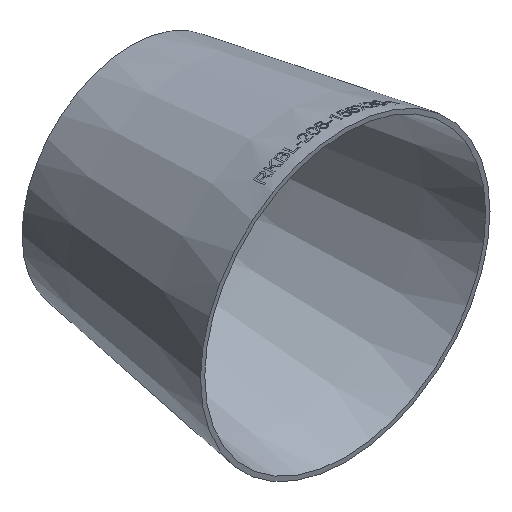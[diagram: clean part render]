
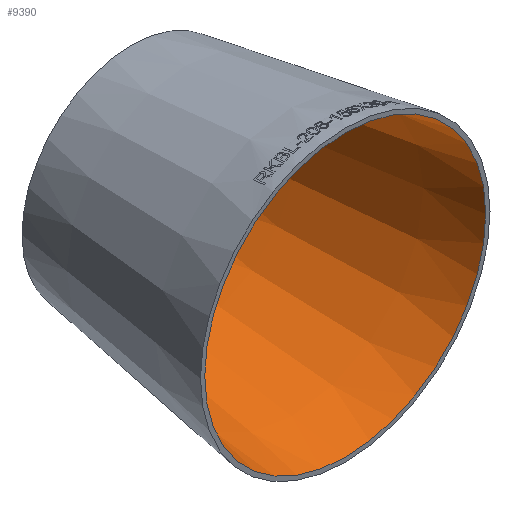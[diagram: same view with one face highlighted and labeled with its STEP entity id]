
A CAD part, isometric view. The second image highlights one B-rep face of the part: STEP entity #9390.
In plain terms, the highlighted conical face has half-angle 9.34 degrees and reference radius 99.96 mm.
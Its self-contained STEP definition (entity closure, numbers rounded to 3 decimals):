
#1505 = CARTESIAN_POINT ( 'NONE',  ( 0., 152., -74.96 ) ) ;
#3166 = DIRECTION ( 'NONE',  ( 0., -1., 0. ) ) ;
#3300 = CARTESIAN_POINT ( 'NONE',  ( 0., 0., 0. ) ) ;
#4445 = CARTESIAN_POINT ( 'NONE',  ( 0., 0., -99.96 ) ) ;
#5049 = EDGE_CURVE ( 'NONE', #15966, #15966, #24820, .T. ) ;
#5873 = FACE_BOUND ( 'NONE', #18339, .T. ) ;
#5912 = DIRECTION ( 'NONE',  ( 0., 0., -1. ) ) ;
#6051 = FACE_OUTER_BOUND ( 'NONE', #25345, .T. ) ;
#6339 = ORIENTED_EDGE ( 'NONE', *, *, #12080, .F. ) ;
#7958 = ORIENTED_EDGE ( 'NONE', *, *, #5049, .T. ) ;
#9390 = ADVANCED_FACE ( 'NONE', ( #5873, #6051 ), #31356, .F. ) ;
#11881 = DIRECTION ( 'NONE',  ( 0., 0., -1. ) ) ;
#12080 = EDGE_CURVE ( 'NONE', #24193, #24193, #31411, .T. ) ;
#15149 = DIRECTION ( 'NONE',  ( 0., -1., 0. ) ) ;
#15966 = VERTEX_POINT ( 'NONE', #4445 ) ;
#17252 = AXIS2_PLACEMENT_3D ( 'NONE', #26097, #15149, #11881 ) ;
#18339 = EDGE_LOOP ( 'NONE', ( #6339 ) ) ;
#19955 = DIRECTION ( 'NONE',  ( 0., 0., -1. ) ) ;
#24193 = VERTEX_POINT ( 'NONE', #1505 ) ;
#24820 = CIRCLE ( 'NONE', #17252, 99.96 ) ;
#25345 = EDGE_LOOP ( 'NONE', ( #7958 ) ) ;
#25422 = DIRECTION ( 'NONE',  ( 0., -1., 0. ) ) ;
#26097 = CARTESIAN_POINT ( 'NONE',  ( 0., 0., 0. ) ) ;
#28477 = AXIS2_PLACEMENT_3D ( 'NONE', #3300, #25422, #19955 ) ;
#30907 = CARTESIAN_POINT ( 'NONE',  ( 0., 152., 0. ) ) ;
#31356 = CONICAL_SURFACE ( 'NONE', #28477, 99.96, 0.163 ) ;
#31411 = CIRCLE ( 'NONE', #34929, 74.96 ) ;
#34929 = AXIS2_PLACEMENT_3D ( 'NONE', #30907, #3166, #5912 ) ;
